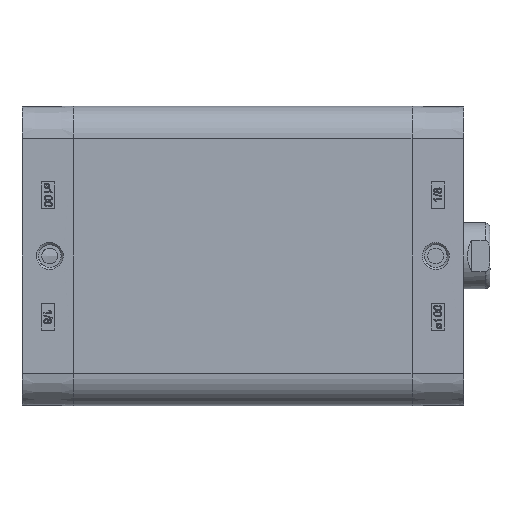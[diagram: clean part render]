
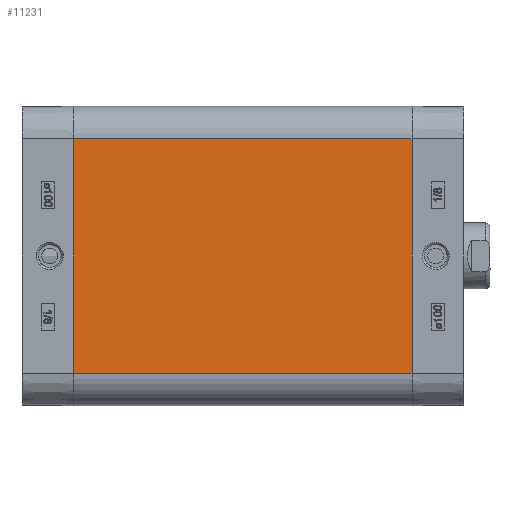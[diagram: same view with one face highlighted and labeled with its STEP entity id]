
A CAD part, left-side view. The second image highlights one B-rep face of the part: STEP entity #11231.
In plain terms, the highlighted planar face has unit normal (-1, 0, 0).
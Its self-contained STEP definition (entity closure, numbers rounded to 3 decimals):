
#5596=CARTESIAN_POINT('',(-56.65,-128.0,44.4));
#5597=VERTEX_POINT('',#5596);
#5604=CARTESIAN_POINT('',(-56.65,-128.0,-44.4));
#5605=VERTEX_POINT('',#5604);
#5606=CARTESIAN_POINT('',(-56.65,-128.0,-44.4));
#5607=DIRECTION('',(0.0,0.0,1.0));
#5608=VECTOR('',#5607,88.8);
#5609=LINE('',#5606,#5608);
#5610=EDGE_CURVE('',#5605,#5597,#5609,.T.);
#11189=CARTESIAN_POINT('',(-56.65,0.0,-44.4));
#11190=VERTEX_POINT('',#11189);
#11191=CARTESIAN_POINT('',(-56.65,0.0,-44.4));
#11192=DIRECTION('',(0.0,-1.0,0.0));
#11193=VECTOR('',#11192,128.0);
#11194=LINE('',#11191,#11193);
#11195=EDGE_CURVE('',#11190,#5605,#11194,.T.);
#11208=CARTESIAN_POINT('',(-56.65,0.0,-44.4));
#11209=DIRECTION('',(-1.0,0.0,0.0));
#11210=DIRECTION('',(0.0,0.0,1.0));
#11211=AXIS2_PLACEMENT_3D('',#11208,#11209,#11210);
#11212=PLANE('',#11211);
#11213=ORIENTED_EDGE('',*,*,#5610,.T.);
#11214=CARTESIAN_POINT('',(-56.65,0.0,44.4));
#11215=VERTEX_POINT('',#11214);
#11216=CARTESIAN_POINT('',(-56.65,0.0,44.4));
#11217=DIRECTION('',(0.0,-1.0,0.0));
#11218=VECTOR('',#11217,128.0);
#11219=LINE('',#11216,#11218);
#11220=EDGE_CURVE('',#11215,#5597,#11219,.T.);
#11221=ORIENTED_EDGE('',*,*,#11220,.F.);
#11222=CARTESIAN_POINT('',(-56.65,0.0,-44.4));
#11223=DIRECTION('',(0.0,0.0,1.0));
#11224=VECTOR('',#11223,88.8);
#11225=LINE('',#11222,#11224);
#11226=EDGE_CURVE('',#11190,#11215,#11225,.T.);
#11227=ORIENTED_EDGE('',*,*,#11226,.F.);
#11228=ORIENTED_EDGE('',*,*,#11195,.T.);
#11229=EDGE_LOOP('',(#11213,#11221,#11227,#11228));
#11230=FACE_OUTER_BOUND('',#11229,.T.);
#11231=ADVANCED_FACE('',(#11230),#11212,.T.);
